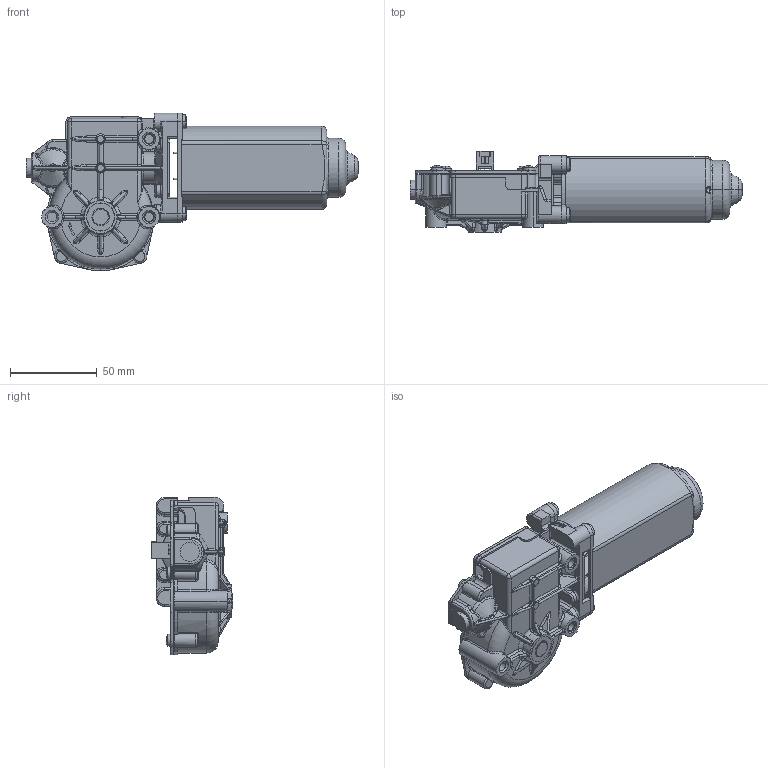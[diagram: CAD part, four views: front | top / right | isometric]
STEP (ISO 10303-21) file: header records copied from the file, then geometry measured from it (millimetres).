
FILE_DESCRIPTION((''),'2;1');
FILE_NAME('317_HALL_ASM','2021-05-18T11:28:53',('carlos.villegas'),(''),'CREO PARAMETRIC BY PTC INC, 2019344','CREO PARAMETRIC BY PTC INC, 2019344','');
FILE_SCHEMA(('CONFIG_CONTROL_DESIGN','SHAPE_APPEARANCE_LAYERS_GROUPS'));
Length unit declared in the file: millimetre
Products named in the file (21): 31600030200_AF3; 10000832500; 31650030200_AF2_ASM; 31650650200_AF1_ASM; 11602680800_AF1; 11650841600_AF0_ASM; 10000943700; 31600011800; 31600011900; 11600280200; 31750010200_ASM; 10000353409; 31650010300_SKEL; 31600030300; 31650010300_ASM; 10004453409; 31650011300_ASM; 10210449900-0-038_5527_AF0; 31655271300_AF0_ASM; 31650211300_AF0_ASM; 317_HALL_ASM
Assembly tree (27 placements, depth 4):
  317_HALL_ASM
    31650650200_AF1_ASM
      31650030200_AF2_ASM
        31600030200_AF3
        10000832500
    11650841600_AF0_ASM
      11602680800_AF1
    10000943700
    31600011800
    31600011900
    31750010200_ASM
      11600280200
    10000353409  x4
    31650010300_ASM
      31650010300_SKEL
      31600030300
    10004453409  x5
    31650211300_AF0_ASM
      31655271300_AF0_ASM
        31650011300_ASM
        10210449900-0-038_5527_AF0
Bounding box: 191.5 x 46.74 x 90.85 mm (x, y, z)
Volume: 94234.8 mm3; surface area: 88207.3 mm2
Topology: 24 solids, 35 shells, 2656 faces, 6775 edges, 4218 vertices
Faces by surface type: plane 1276, cylinder 653, bspline 349, torus 156, cone 138, sphere 84
Entity records: 116928 total; most frequent: CARTESIAN_POINT 41414, ORIENTED_EDGE 12520, DIRECTION 11471, EDGE_CURVE 6268, PRESENTATION_STYLE_ASSIGNMENT 5741, STYLED_ITEM 5741, CURVE_STYLE 5727, VERTEX_POINT 3900
